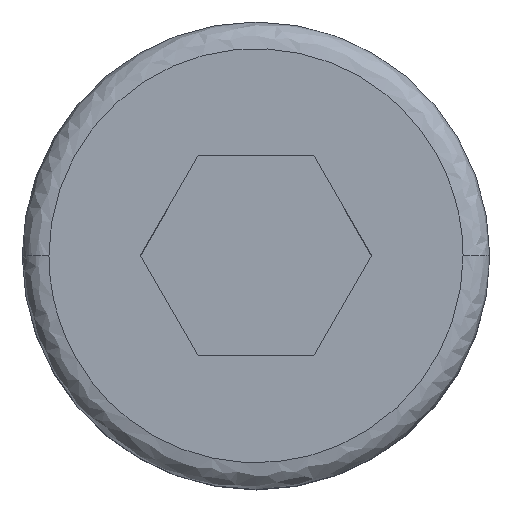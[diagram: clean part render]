
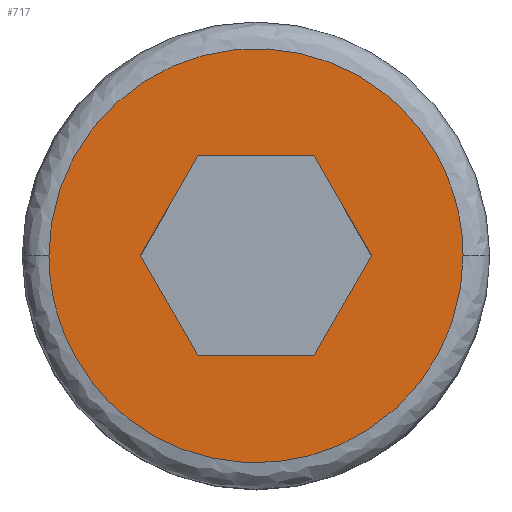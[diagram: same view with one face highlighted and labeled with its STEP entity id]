
A CAD part, top view. The second image highlights one B-rep face of the part: STEP entity #717.
In plain terms, the highlighted planar face has unit normal (0, 0, 1).
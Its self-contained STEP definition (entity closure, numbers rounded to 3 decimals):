
#1 = DIRECTION ( 'NONE',  ( 1., 0., 0. ) ) ;
#8 = LINE ( 'NONE', #1072, #59 ) ;
#24 = VECTOR ( 'NONE', #1068, 1000. ) ;
#29 = CARTESIAN_POINT ( 'NONE',  ( -3.1, 0., 4. ) ) ;
#38 = CARTESIAN_POINT ( 'NONE',  ( -3.1, 6.2, 4. ) ) ;
#46 =( BOUNDED_CURVE ( )  B_SPLINE_CURVE ( 3, ( #29, #38, #236, #242 ),
 .UNSPECIFIED., .F., .T. ) 
 B_SPLINE_CURVE_WITH_KNOTS ( ( 4, 4 ),
 ( 0.5, 1. ),
 .UNSPECIFIED. ) 
 CURVE ( )  GEOMETRIC_REPRESENTATION_ITEM ( )  RATIONAL_B_SPLINE_CURVE ( ( 1., 0.333, 0.333, 1. ) ) 
 REPRESENTATION_ITEM ( '' )  );
#48 = ORIENTED_EDGE ( 'NONE', *, *, #168, .F. ) ;
#59 = VECTOR ( 'NONE', #1, 1000. ) ;
#78 = CARTESIAN_POINT ( 'NONE',  ( -0.866, -1.5, 4. ) ) ;
#85 = VECTOR ( 'NONE', #385, 1000. ) ;
#141 = EDGE_CURVE ( 'NONE', #1248, #826, #1106, .T. ) ;
#168 = EDGE_CURVE ( 'NONE', #826, #465, #685, .T. ) ;
#170 = DIRECTION ( 'NONE',  ( 0.5, 0.866, 0. ) ) ;
#179 = VERTEX_POINT ( 'NONE', #366 ) ;
#180 = CARTESIAN_POINT ( 'NONE',  ( 0.866, -1.5, 4. ) ) ;
#181 = CARTESIAN_POINT ( 'NONE',  ( -1.299, -0.75, 4. ) ) ;
#186 = DIRECTION ( 'NONE',  ( 0., -1., 0. ) ) ;
#188 = EDGE_CURVE ( 'NONE', #465, #1144, #1113, .T. ) ;
#206 = ORIENTED_EDGE ( 'NONE', *, *, #359, .T. ) ;
#224 = CARTESIAN_POINT ( 'NONE',  ( 0., -1.5, 4. ) ) ;
#233 = CARTESIAN_POINT ( 'NONE',  ( 1.732, 0., 4. ) ) ;
#236 = CARTESIAN_POINT ( 'NONE',  ( 3.1, 6.2, 4. ) ) ;
#242 = CARTESIAN_POINT ( 'NONE',  ( 3.1, 0., 4. ) ) ;
#259 = CARTESIAN_POINT ( 'NONE',  ( 1.299, -0.75, 4. ) ) ;
#264 = CARTESIAN_POINT ( 'NONE',  ( 0.866, 1.5, 4. ) ) ;
#279 = DIRECTION ( 'NONE',  ( 0.5, -0.866, 0. ) ) ;
#283 = EDGE_CURVE ( 'NONE', #341, #709, #673, .T. ) ;
#300 = EDGE_CURVE ( 'NONE', #709, #1248, #1264, .T. ) ;
#341 = VERTEX_POINT ( 'NONE', #1256 ) ;
#342 = ORIENTED_EDGE ( 'NONE', *, *, #881, .F. ) ;
#354 = CARTESIAN_POINT ( 'NONE',  ( -3.1, 0., 4. ) ) ;
#359 = EDGE_CURVE ( 'NONE', #341, #1144, #8, .T. ) ;
#366 = CARTESIAN_POINT ( 'NONE',  ( -3.1, 0., 4. ) ) ;
#385 = DIRECTION ( 'NONE',  ( -0.5, -0.866, 0. ) ) ;
#460 = CARTESIAN_POINT ( 'NONE',  ( 3.1, -6.2, 4. ) ) ;
#465 = VERTEX_POINT ( 'NONE', #233 ) ;
#488 = EDGE_LOOP ( 'NONE', ( #668, #206, #1038, #48, #783, #744 ) ) ;
#533 = CARTESIAN_POINT ( 'NONE',  ( -3.1, -6.2, 4. ) ) ;
#552 = FACE_OUTER_BOUND ( 'NONE', #1262, .T. ) ;
#579 = ORIENTED_EDGE ( 'NONE', *, *, #986, .F. ) ;
#580 = VECTOR ( 'NONE', #945, 1000. ) ;
#612 = VECTOR ( 'NONE', #170, 1000. ) ;
#633 = FACE_BOUND ( 'NONE', #488, .T. ) ;
#662 = CARTESIAN_POINT ( 'NONE',  ( 3.1, 0., 4. ) ) ;
#668 = ORIENTED_EDGE ( 'NONE', *, *, #283, .F. ) ;
#671 = CARTESIAN_POINT ( 'NONE',  ( 0., 0., 4. ) ) ;
#673 = LINE ( 'NONE', #854, #85 ) ;
#675 = PLANE ( 'NONE',  #793 ) ;
#685 = LINE ( 'NONE', #259, #612 ) ;
#699 = VERTEX_POINT ( 'NONE', #895 ) ;
#709 = VERTEX_POINT ( 'NONE', #1119 ) ;
#717 = ADVANCED_FACE ( 'NONE', ( #552, #633 ), #675, .T. ) ;
#744 = ORIENTED_EDGE ( 'NONE', *, *, #300, .F. ) ;
#783 = ORIENTED_EDGE ( 'NONE', *, *, #141, .F. ) ;
#793 = AXIS2_PLACEMENT_3D ( 'NONE', #671, #1255, #186 ) ;
#826 = VERTEX_POINT ( 'NONE', #180 ) ;
#854 = CARTESIAN_POINT ( 'NONE',  ( -1.299, 0.75, 4. ) ) ;
#880 =( BOUNDED_CURVE ( )  B_SPLINE_CURVE ( 3, ( #662, #460, #533, #354 ),
 .UNSPECIFIED., .F., .T. ) 
 B_SPLINE_CURVE_WITH_KNOTS ( ( 4, 4 ),
 ( 0., 0.5 ),
 .UNSPECIFIED. ) 
 CURVE ( )  GEOMETRIC_REPRESENTATION_ITEM ( )  RATIONAL_B_SPLINE_CURVE ( ( 1., 0.333, 0.333, 1. ) ) 
 REPRESENTATION_ITEM ( '' )  );
#881 = EDGE_CURVE ( 'NONE', #179, #699, #46, .T. ) ;
#895 = CARTESIAN_POINT ( 'NONE',  ( 3.1, 0., 4. ) ) ;
#945 = DIRECTION ( 'NONE',  ( -0.5, 0.866, 0. ) ) ;
#986 = EDGE_CURVE ( 'NONE', #699, #179, #880, .T. ) ;
#1004 = VECTOR ( 'NONE', #279, 1000. ) ;
#1038 = ORIENTED_EDGE ( 'NONE', *, *, #188, .F. ) ;
#1068 = DIRECTION ( 'NONE',  ( 1., 0., 0. ) ) ;
#1072 = CARTESIAN_POINT ( 'NONE',  ( 0., 1.5, 4. ) ) ;
#1106 = LINE ( 'NONE', #224, #24 ) ;
#1113 = LINE ( 'NONE', #1229, #580 ) ;
#1119 = CARTESIAN_POINT ( 'NONE',  ( -1.732, 0., 4. ) ) ;
#1144 = VERTEX_POINT ( 'NONE', #264 ) ;
#1229 = CARTESIAN_POINT ( 'NONE',  ( 1.299, 0.75, 4. ) ) ;
#1248 = VERTEX_POINT ( 'NONE', #78 ) ;
#1255 = DIRECTION ( 'NONE',  ( 0., 0., 1. ) ) ;
#1256 = CARTESIAN_POINT ( 'NONE',  ( -0.866, 1.5, 4. ) ) ;
#1262 = EDGE_LOOP ( 'NONE', ( #579, #342 ) ) ;
#1264 = LINE ( 'NONE', #181, #1004 ) ;
